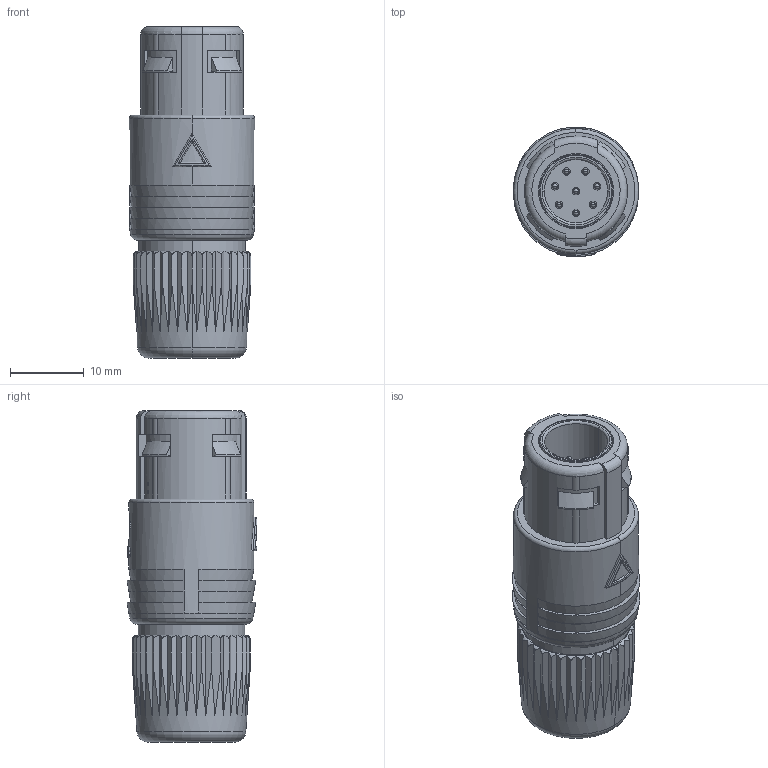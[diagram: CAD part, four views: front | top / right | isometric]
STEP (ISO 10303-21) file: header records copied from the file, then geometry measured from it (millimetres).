
FILE_DESCRIPTION((''),'2;1');
FILE_NAME('30009611','2022-04-07T14:47:12',('SYSTEM'),(''),'CREO PARAMETRIC BY PTC INC, 2021184','CREO PARAMETRIC BY PTC INC, 2021184','');
FILE_SCHEMA(('CONFIG_CONTROL_DESIGN'));
Length unit declared in the file: millimetre
Products named in the file (1): 30009611
Bounding box: 17 x 17.63 x 45.1 mm (x, y, z)
Volume: 8054.9 mm3; surface area: 3904.4 mm2
Topology: 1 solids, 3 shells, 528 faces, 1414 edges, 903 vertices
Faces by surface type: plane 351, cylinder 89, cone 44, torus 20, sphere 20, bspline 4
Entity records: 17464 total; most frequent: CARTESIAN_POINT 5018, ORIENTED_EDGE 2780, DIRECTION 2317, EDGE_CURVE 1394, VERTEX_POINT 903, AXIS2_PLACEMENT_3D 890, EDGE_LOOP 563, VECTOR 537
